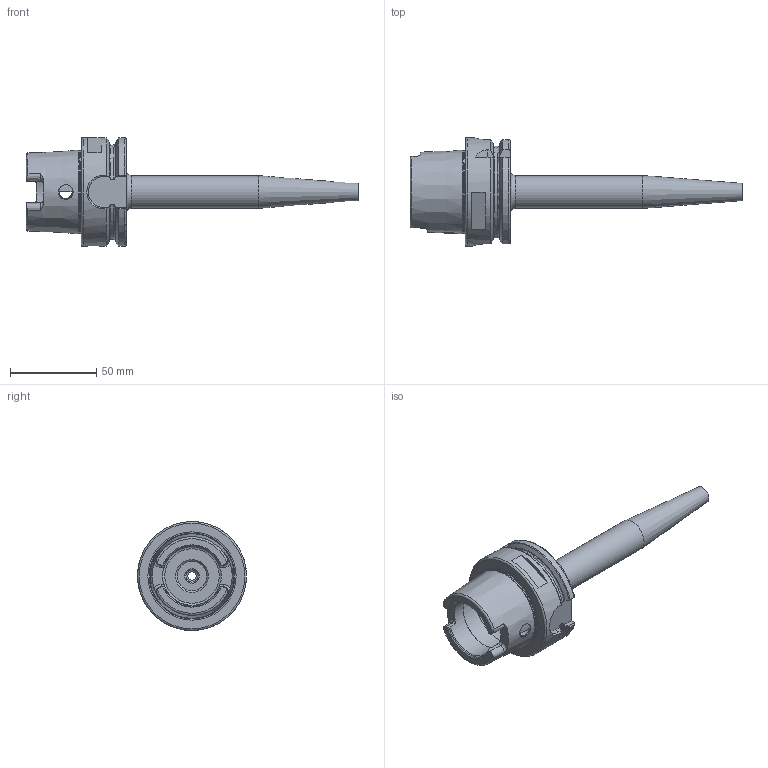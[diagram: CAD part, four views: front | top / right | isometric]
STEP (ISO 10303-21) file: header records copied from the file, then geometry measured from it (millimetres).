
FILE_DESCRIPTION(/* description */ (''),/* implementation_level */ '2;1');
FILE_NAME(/* name */ 'HSK 63A-SD018-160.stp',/* time_stamp */ '2018-12-17T12:16:35-06:00',/* author */ ('Lee'),/* organization */ (''),/* preprocessor_version */ 'ST-DEVELOPER v17',/* originating_system */ 'Autodesk Inventor LT',/* authorisation */ '');
FILE_SCHEMA (('AUTOMOTIVE_DESIGN { 1 0 10303 214 3 1 1 }'));
Length unit declared in the file: millimetre
Products named in the file (1): HSK 63A-SD018-160
Bounding box: 192 x 63 x 63 mm (x, y, z)
Volume: 107609 mm3; surface area: 32116 mm2
Topology: 1 solids, 1 shells, 130 faces, 383 edges, 260 vertices
Faces by surface type: plane 45, cylinder 27, torus 23, cone 22, bspline 13
Full cylindrical faces by diameter (mm): 4.762 x1, 7 x1, 7.5 x2, 8.4 x1, 10 x1, 14 x1, 17 x1, 19 x1, 19.05 x1, 34 x2, 40 x1, 48.241 x1, 63 x1
Entity records: 5860 total; most frequent: CARTESIAN_POINT 2490, ORIENTED_EDGE 768, DIRECTION 640, EDGE_CURVE 384, AXIS2_PLACEMENT_3D 267, VERTEX_POINT 261, CIRCLE 149, EDGE_LOOP 141
